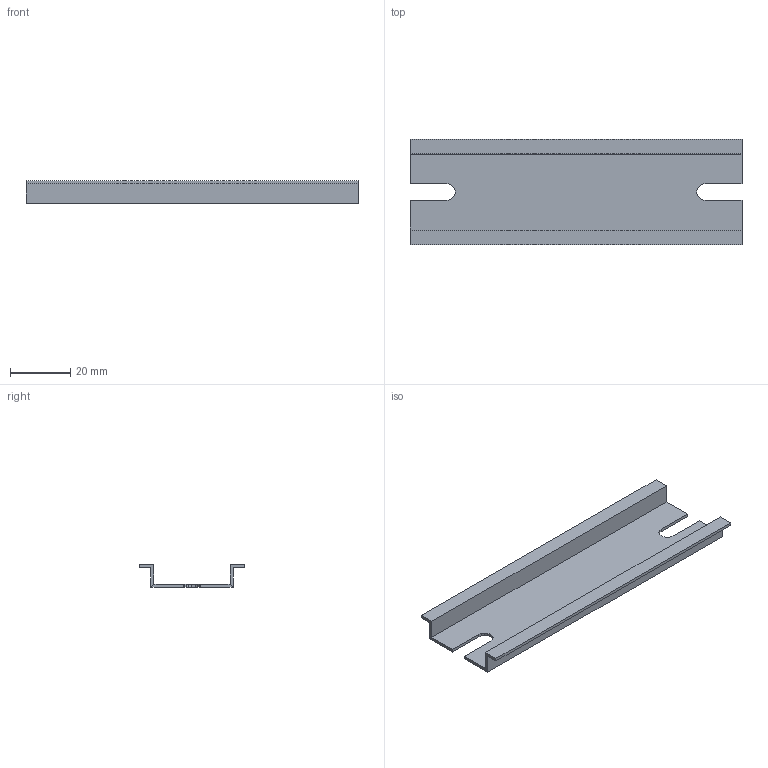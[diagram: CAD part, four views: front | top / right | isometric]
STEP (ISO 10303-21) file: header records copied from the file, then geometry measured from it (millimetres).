
FILE_DESCRIPTION(('CATIA V5 STEP Exchange','CAx-IF Rec.Pracs.--- Model Styling and Organization---1.4--- 2014-01-23'),'2;1');
FILE_NAME ('262453-2_1_2633750000_2633750000.stp','2019-06-06T10:17:24+00:00',('none'),('Weidmueller'),'CATIA Version 5-6 Release 2016 SP3 HF44','CATIA V5 STEP AP214','none');
FILE_SCHEMA(('AUTOMOTIVE_DESIGN { 1 0 10303 214 1 1 1 1 }'));
Length unit declared in the file: millimetre
Products named in the file (1): 2633750000
Bounding box: 110 x 35 x 7.5 mm (x, y, z)
Surface area: 11237.6 mm2 (no closed solid volume)
Topology: 0 solids, 44 shells, 44 faces, 228 edges, 228 vertices
Faces by surface type: plane 44
Entity records: 2334 total; most frequent: CARTESIAN_POINT 501, DIRECTION 316, VECTOR 228, ORIENTED_EDGE 228, EDGE_CURVE 228, LINE 228, VERTEX_POINT 228, AXIS2_PLACEMENT_3D 45
